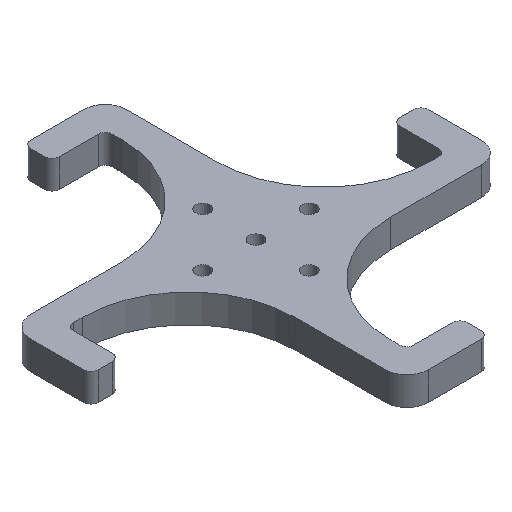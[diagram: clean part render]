
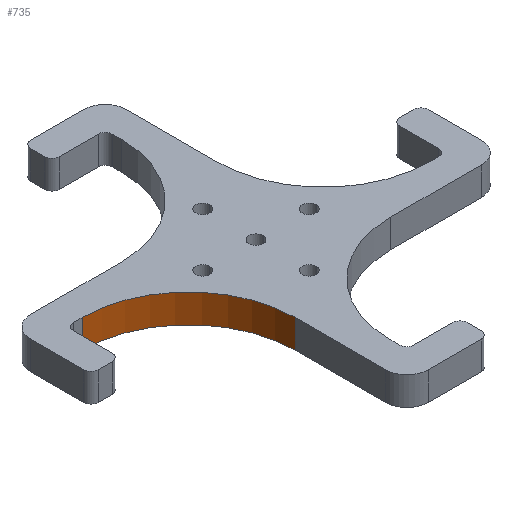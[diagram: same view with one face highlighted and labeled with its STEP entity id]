
A CAD part, isometric view. The second image highlights one B-rep face of the part: STEP entity #735.
In plain terms, the highlighted cylindrical face has radius 30 mm (diameter 60 mm), a partial arc.
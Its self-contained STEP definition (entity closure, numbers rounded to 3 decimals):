
#169=CARTESIAN_POINT('Vertex',(-43.5,5.5,4.)) ;
#172=CARTESIAN_POINT('Axis2P3D Location',(-43.5,-24.5,4.)) ;
#176=CARTESIAN_POINT('Vertex',(-13.5,-24.5,4.)) ;
#697=CARTESIAN_POINT('Vertex',(-43.5,5.5,-4.)) ;
#700=CARTESIAN_POINT('Line Origine',(-43.5,5.5,0.)) ;
#712=CARTESIAN_POINT('Axis2P3D Location',(-43.5,-24.5,0.)) ;
#717=CARTESIAN_POINT('Axis2P3D Location',(-43.5,-24.5,-4.)) ;
#721=CARTESIAN_POINT('Vertex',(-13.5,-24.5,-4.)) ;
#724=CARTESIAN_POINT('Line Origine',(-13.5,-24.5,0.)) ;
#173=DIRECTION('Axis2P3D Direction',(0.,0.,1.)) ;
#701=DIRECTION('Vector Direction',(0.,0.,1.)) ;
#713=DIRECTION('Axis2P3D Direction',(0.,0.,1.)) ;
#714=DIRECTION('Axis2P3D XDirection',(1.,0.,0.)) ;
#718=DIRECTION('Axis2P3D Direction',(0.,0.,1.)) ;
#725=DIRECTION('Vector Direction',(0.,0.,1.)) ;
#174=AXIS2_PLACEMENT_3D('Circle Axis2P3D',#172,#173,$) ;
#715=AXIS2_PLACEMENT_3D('Cylinder Axis2P3D',#712,#713,#714) ;
#719=AXIS2_PLACEMENT_3D('Circle Axis2P3D',#717,#718,$) ;
#730=ORIENTED_EDGE('',*,*,#704,.F.) ;
#731=ORIENTED_EDGE('',*,*,#723,.T.) ;
#732=ORIENTED_EDGE('',*,*,#728,.T.) ;
#733=ORIENTED_EDGE('',*,*,#178,.F.) ;
#702=VECTOR('Line Direction',#701,1.) ;
#726=VECTOR('Line Direction',#725,1.) ;
#735=ADVANCED_FACE('Corps principal',(#734),#716,.F.) ;
#175=CIRCLE('generated circle',#174,30.) ;
#720=CIRCLE('generated circle',#719,30.) ;
#716=CYLINDRICAL_SURFACE('generated cylinder',#715,30.) ;
#178=EDGE_CURVE('',#170,#177,#175,.F.) ;
#704=EDGE_CURVE('',#698,#170,#703,.T.) ;
#723=EDGE_CURVE('',#698,#722,#720,.F.) ;
#728=EDGE_CURVE('',#722,#177,#727,.T.) ;
#729=EDGE_LOOP('',(#730,#731,#732,#733)) ;
#734=FACE_OUTER_BOUND('',#729,.T.) ;
#703=LINE('Line',#700,#702) ;
#727=LINE('Line',#724,#726) ;
#170=VERTEX_POINT('',#169) ;
#177=VERTEX_POINT('',#176) ;
#698=VERTEX_POINT('',#697) ;
#722=VERTEX_POINT('',#721) ;
